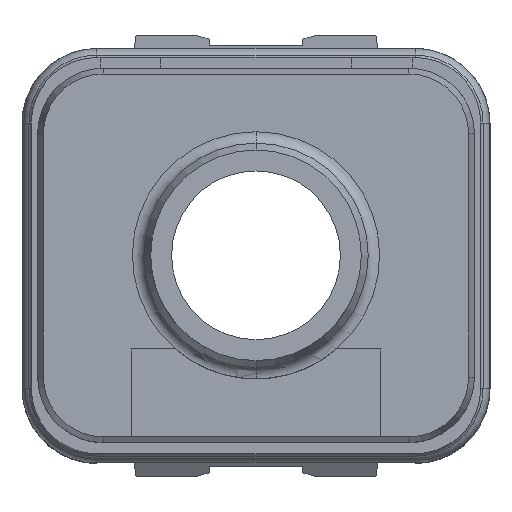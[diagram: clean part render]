
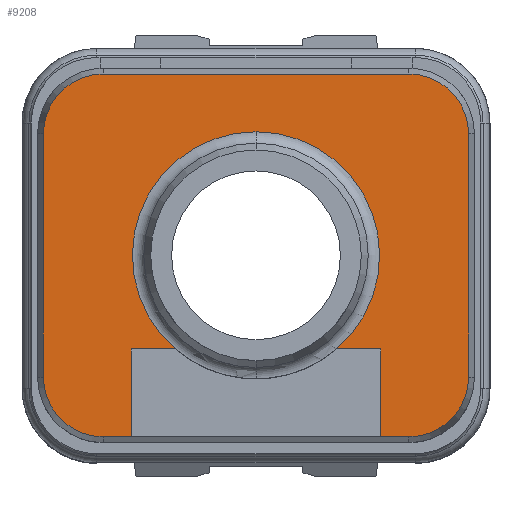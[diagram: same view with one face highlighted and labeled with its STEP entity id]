
A CAD part, top view. The second image highlights one B-rep face of the part: STEP entity #9208.
In plain terms, the highlighted planar face has unit normal (0, 0, 1).
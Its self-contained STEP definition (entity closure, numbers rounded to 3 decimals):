
#2484=DIRECTION('',(0.,1.,0.));
#2485=VECTOR('',#2484,2.812);
#2486=CARTESIAN_POINT('',(4.,-5.812,4.18));
#2487=LINE('',#2486,#2485);
#2488=DIRECTION('',(-1.,0.,0.));
#2489=VECTOR('',#2488,1.411);
#2490=CARTESIAN_POINT('',(4.,-3.,4.18));
#2491=LINE('',#2490,#2489);
#2492=CARTESIAN_POINT('',(0.,0.,4.18));
#2493=DIRECTION('',(0.,0.,1.));
#2494=DIRECTION('',(0.653,-0.757,0.));
#2495=AXIS2_PLACEMENT_3D('',#2492,#2493,#2494);
#2497=CARTESIAN_POINT('',(0.,0.,4.18));
#2498=DIRECTION('',(0.,0.,1.));
#2499=DIRECTION('',(0.,1.,0.));
#2500=AXIS2_PLACEMENT_3D('',#2497,#2498,#2499);
#2502=DIRECTION('',(-1.,0.,0.));
#2503=VECTOR('',#2502,1.411);
#2504=CARTESIAN_POINT('',(-2.589,-3.,4.18));
#2505=LINE('',#2504,#2503);
#2506=DIRECTION('',(0.,1.,0.));
#2507=VECTOR('',#2506,2.812);
#2508=CARTESIAN_POINT('',(-4.,-5.812,4.18));
#2509=LINE('',#2508,#2507);
#2510=DIRECTION('',(-1.,0.,0.));
#2511=VECTOR('',#2510,0.9);
#2512=CARTESIAN_POINT('',(-4.,-5.812,4.18));
#2513=LINE('',#2512,#2511);
#2514=CARTESIAN_POINT('',(-4.9,-3.9,4.18));
#2515=DIRECTION('',(0.,0.,-1.));
#2516=DIRECTION('',(0.,-1.,0.));
#2517=AXIS2_PLACEMENT_3D('',#2514,#2515,#2516);
#2519=DIRECTION('',(0.,1.,0.));
#2520=VECTOR('',#2519,7.8);
#2521=CARTESIAN_POINT('',(-6.812,-3.9,
4.18));
#2522=LINE('',#2521,#2520);
#2523=CARTESIAN_POINT('',(-4.9,3.9,4.18));
#2524=DIRECTION('',(0.,0.,-1.));
#2525=DIRECTION('',(-1.,0.,0.));
#2526=AXIS2_PLACEMENT_3D('',#2523,#2524,#2525);
#2528=DIRECTION('',(1.,0.,0.));
#2529=VECTOR('',#2528,9.8);
#2530=CARTESIAN_POINT('',(-4.9,5.812,4.18));
#2531=LINE('',#2530,#2529);
#2532=CARTESIAN_POINT('',(4.9,3.9,4.18));
#2533=DIRECTION('',(0.,0.,-1.));
#2534=DIRECTION('',(0.,1.,0.));
#2535=AXIS2_PLACEMENT_3D('',#2532,#2533,#2534);
#2537=DIRECTION('',(0.,-1.,0.));
#2538=VECTOR('',#2537,7.8);
#2539=CARTESIAN_POINT('',(6.812,3.9,4.18));
#2540=LINE('',#2539,#2538);
#2541=CARTESIAN_POINT('',(4.9,-3.9,4.18));
#2542=DIRECTION('',(0.,0.,-1.));
#2543=DIRECTION('',(1.,0.,0.));
#2544=AXIS2_PLACEMENT_3D('',#2541,#2542,#2543);
#2546=DIRECTION('',(-1.,0.,0.));
#2547=VECTOR('',#2546,0.9);
#2548=CARTESIAN_POINT('',(4.9,-5.812,4.18));
#2549=LINE('',#2548,#2547);
#5015=CARTESIAN_POINT('',(-6.812,3.9,4.18));
#5016=CARTESIAN_POINT('',(-4.9,5.812,4.18));
#5017=VERTEX_POINT('',#5015);
#5018=VERTEX_POINT('',#5016);
#5021=CARTESIAN_POINT('',(4.9,5.812,4.18));
#5022=VERTEX_POINT('',#5021);
#5025=CARTESIAN_POINT('',(6.812,3.9,4.18));
#5026=VERTEX_POINT('',#5025);
#5029=CARTESIAN_POINT('',(6.812,-3.9,4.18));
#5030=VERTEX_POINT('',#5029);
#5033=CARTESIAN_POINT('',(4.9,-5.812,4.18));
#5034=VERTEX_POINT('',#5033);
#5039=CARTESIAN_POINT('',(-4.9,-5.812,4.18));
#5040=CARTESIAN_POINT('',(-6.812,-3.9,4.18));
#5041=VERTEX_POINT('',#5039);
#5042=VERTEX_POINT('',#5040);
#5680=CARTESIAN_POINT('',(0.,3.963,4.18));
#5681=VERTEX_POINT('',#5680);
#5990=CARTESIAN_POINT('',(4.,-5.812,4.18));
#5991=CARTESIAN_POINT('',(4.,-3.,4.18));
#5992=VERTEX_POINT('',#5990);
#5993=VERTEX_POINT('',#5991);
#5994=CARTESIAN_POINT('',(2.589,-3.,4.18));
#5995=VERTEX_POINT('',#5994);
#5996=CARTESIAN_POINT('',(-2.589,-3.,4.18));
#5997=CARTESIAN_POINT('',(-4.,-3.,4.18));
#5998=VERTEX_POINT('',#5996);
#5999=VERTEX_POINT('',#5997);
#6000=CARTESIAN_POINT('',(-4.,-5.812,4.18));
#6001=VERTEX_POINT('',#6000);
#9173=CARTESIAN_POINT('',(0.,0.,4.18));
#9174=DIRECTION('',(0.,0.,-1.));
#9175=DIRECTION('',(1.,0.,0.));
#9176=AXIS2_PLACEMENT_3D('',#9173,#9174,#9175);
#9177=PLANE('',#9176);
#9179=ORIENTED_EDGE('',*,*,#9178,.T.);
#9180=ORIENTED_EDGE('',*,*,#9161,.T.);
#9181=ORIENTED_EDGE('',*,*,#9151,.T.);
#9183=ORIENTED_EDGE('',*,*,#9182,.T.);
#9185=ORIENTED_EDGE('',*,*,#9184,.T.);
#9187=ORIENTED_EDGE('',*,*,#9186,.F.);
#9189=ORIENTED_EDGE('',*,*,#9188,.T.);
#9191=ORIENTED_EDGE('',*,*,#9190,.T.);
#9193=ORIENTED_EDGE('',*,*,#9192,.T.);
#9195=ORIENTED_EDGE('',*,*,#9194,.T.);
#9197=ORIENTED_EDGE('',*,*,#9196,.T.);
#9199=ORIENTED_EDGE('',*,*,#9198,.T.);
#9201=ORIENTED_EDGE('',*,*,#9200,.T.);
#9203=ORIENTED_EDGE('',*,*,#9202,.T.);
#9205=ORIENTED_EDGE('',*,*,#9204,.T.);
#9206=EDGE_LOOP('',(#9179,#9180,#9181,#9183,#9185,#9187,#9189,#9191,#9193,#9195,
#9197,#9199,#9201,#9203,#9205));
#9207=FACE_OUTER_BOUND('',#9206,.F.);
#9208=ADVANCED_FACE('',(#9207),#9177,.F.);
#2496=CIRCLE('',#2495,3.963);
#2501=CIRCLE('',#2500,3.963);
#2518=CIRCLE('',#2517,1.912);
#2527=CIRCLE('',#2526,1.912);
#2536=CIRCLE('',#2535,1.912);
#2545=CIRCLE('',#2544,1.912);
#9151=EDGE_CURVE('',#5995,#5681,#2496,.T.);
#9161=EDGE_CURVE('',#5993,#5995,#2491,.T.);
#9178=EDGE_CURVE('',#5992,#5993,#2487,.T.);
#9182=EDGE_CURVE('',#5681,#5998,#2501,.T.);
#9184=EDGE_CURVE('',#5998,#5999,#2505,.T.);
#9186=EDGE_CURVE('',#6001,#5999,#2509,.T.);
#9188=EDGE_CURVE('',#6001,#5041,#2513,.T.);
#9190=EDGE_CURVE('',#5041,#5042,#2518,.T.);
#9192=EDGE_CURVE('',#5042,#5017,#2522,.T.);
#9194=EDGE_CURVE('',#5017,#5018,#2527,.T.);
#9196=EDGE_CURVE('',#5018,#5022,#2531,.T.);
#9198=EDGE_CURVE('',#5022,#5026,#2536,.T.);
#9200=EDGE_CURVE('',#5026,#5030,#2540,.T.);
#9202=EDGE_CURVE('',#5030,#5034,#2545,.T.);
#9204=EDGE_CURVE('',#5034,#5992,#2549,.T.);
